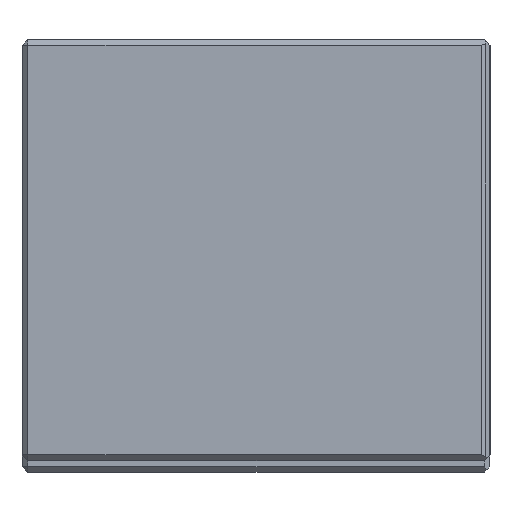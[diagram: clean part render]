
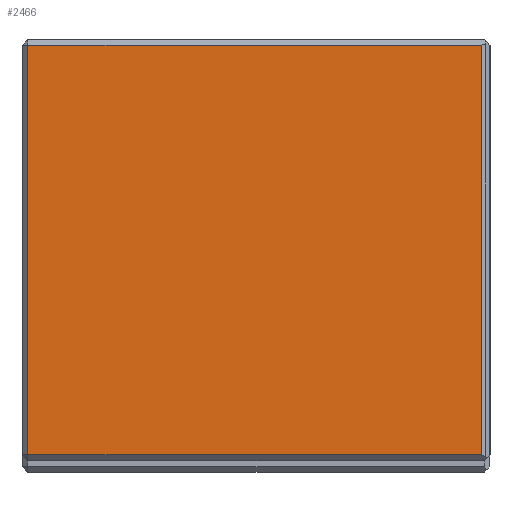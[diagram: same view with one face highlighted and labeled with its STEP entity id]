
A CAD part, left-side view. The second image highlights one B-rep face of the part: STEP entity #2466.
In plain terms, the highlighted planar face has unit normal (-1, 0, 0).
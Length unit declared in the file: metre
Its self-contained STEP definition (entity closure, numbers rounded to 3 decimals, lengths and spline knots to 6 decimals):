
#246=ORIENTED_EDGE('',*,*,#875,.T.);
#247=ORIENTED_EDGE('',*,*,#876,.T.);
#248=ORIENTED_EDGE('',*,*,#877,.T.);
#249=ORIENTED_EDGE('',*,*,#878,.T.);
#875=EDGE_CURVE('',#1183,#1184,#1424,.T.);
#876=EDGE_CURVE('',#1184,#1185,#1425,.T.);
#877=EDGE_CURVE('',#1185,#1186,#1426,.T.);
#878=EDGE_CURVE('',#1186,#1183,#1427,.T.);
#1183=VERTEX_POINT('',#3684);
#1184=VERTEX_POINT('',#3685);
#1185=VERTEX_POINT('',#3687);
#1186=VERTEX_POINT('',#3689);
#1424=LINE('',#3683,#1734);
#1425=LINE('',#3686,#1735);
#1426=LINE('',#3688,#1736);
#1427=LINE('',#3690,#1737);
#1734=VECTOR('',#2986,1.);
#1735=VECTOR('',#2987,1.);
#1736=VECTOR('',#2988,1.);
#1737=VECTOR('',#2989,1.);
#1982=EDGE_LOOP('',(#246,#247,#248,#249));
#2158=FACE_BOUND('',#1982,.T.);
#2332=PLANE('',#2640);
#2466=ADVANCED_FACE('',(#2158),#2332,.T.);
#2640=AXIS2_PLACEMENT_3D('',#3682,#2984,#2985);
#2984=DIRECTION('',(-1.,0.,0.));
#2985=DIRECTION('',(0.,0.,1.));
#2986=DIRECTION('',(0.,0.,1.));
#2987=DIRECTION('',(0.,1.,0.));
#2988=DIRECTION('',(0.,0.,-1.));
#2989=DIRECTION('',(0.,-1.,0.));
#3682=CARTESIAN_POINT('',(-0.016,0.001225,-0.035));
#3683=CARTESIAN_POINT('',(-0.016,-0.018421,-0.035));
#3684=CARTESIAN_POINT('',(-0.016,-0.018421,-0.04375));
#3685=CARTESIAN_POINT('',(-0.016,-0.018421,-0.02625));
#3686=CARTESIAN_POINT('',(-0.016,0.001225,-0.02625));
#3687=CARTESIAN_POINT('',(-0.016,0.000975,-0.02625));
#3688=CARTESIAN_POINT('',(-0.016,0.000975,-0.035));
#3689=CARTESIAN_POINT('',(-0.016,0.000975,-0.04375));
#3690=CARTESIAN_POINT('',(-0.016,-0.018525,-0.04375));
